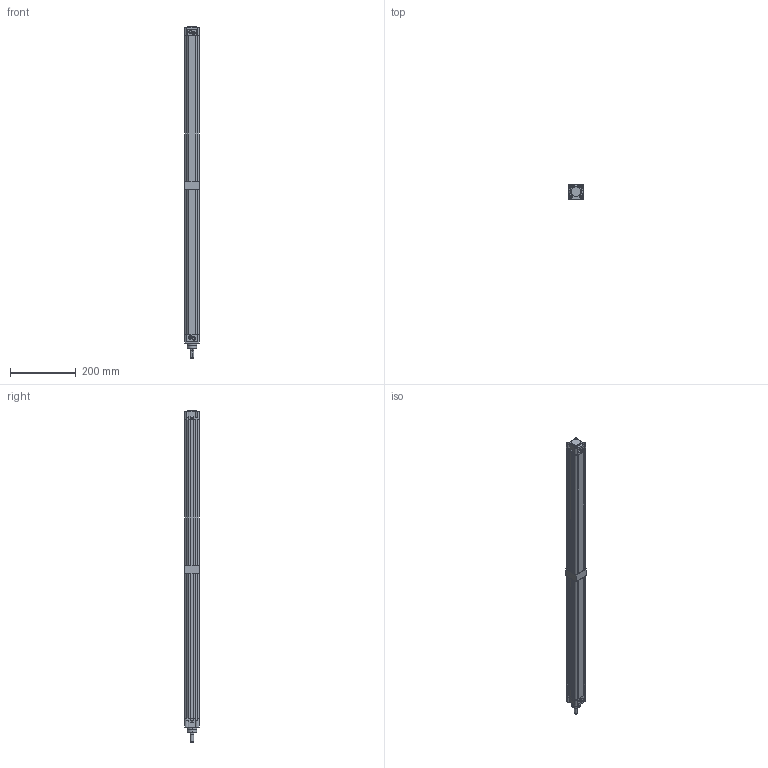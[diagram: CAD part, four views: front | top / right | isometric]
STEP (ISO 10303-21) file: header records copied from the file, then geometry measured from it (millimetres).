
FILE_DESCRIPTION (( 'STEP AP203' ), '1' );
FILE_NAME ('32X400TANDEM.STEP', '2017-12-26T13:45:29', ( 'USER' ), ( '' ), 'SwSTEP 2.0', 'SolidWorks 2017', '' );
FILE_SCHEMA (( 'CONFIG_CONTROL_DESIGN' ));
Length unit declared in the file: millimetre
Products named in the file (8): 32X400TANDEM; 32; ARKA KAPAK; 烰 KAPAK; KDNC 32x400 BORU TANDEM; KDNC Piston Mili 32X400 TANDEM; ORTA PÝSTON; SAPLAMALI M尳 32x400 TANDEM
Assembly tree (9 placements, depth 2):
  32X400TANDEM
    32
    ARKA KAPAK
    烰 KAPAK
    KDNC 32x400 BORU TANDEM  x2
    KDNC Piston Mili 32X400 TANDEM
    ORTA PÝSTON  x2
    SAPLAMALI M尳 32x400 TANDEM
Bounding box: 45 x 45 x 1009.5 mm (x, y, z)
Volume: 994009.1 mm3; surface area: 463137 mm2
Topology: 12 solids, 12 shells, 940 faces, 2322 edges, 1454 vertices
Faces by surface type: plane 333, cylinder 299, cone 184, bspline 84, torus 40
Entity records: 32399 total; most frequent: CARTESIAN_POINT 13695, ORIENTED_EDGE 3816, DIRECTION 3552, EDGE_CURVE 1908, AXIS2_PLACEMENT_3D 1342, VERTEX_POINT 1198, EDGE_LOOP 896, LINE 868
